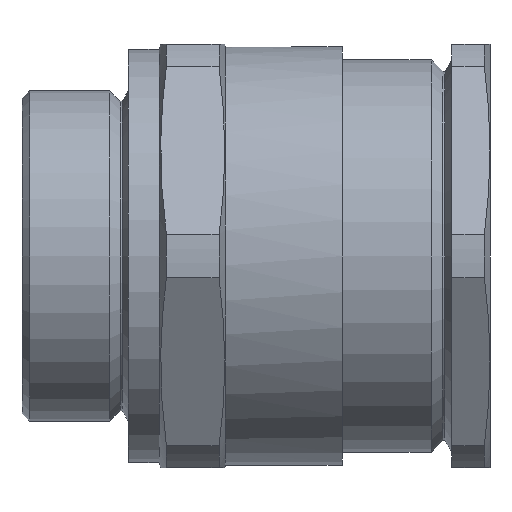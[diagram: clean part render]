
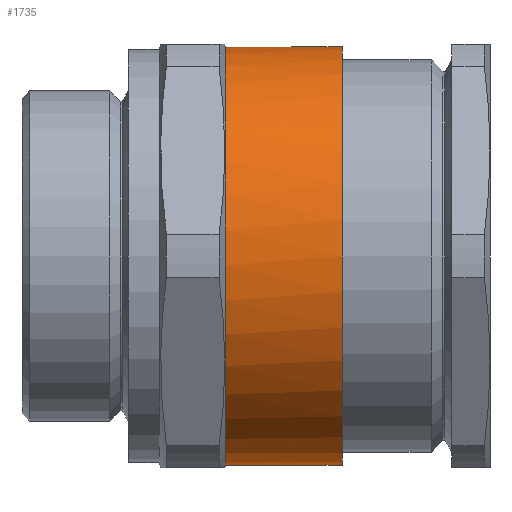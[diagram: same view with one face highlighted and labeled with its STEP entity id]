
A CAD part, front view. The second image highlights one B-rep face of the part: STEP entity #1735.
In plain terms, the highlighted cylindrical face has radius 20.27 mm (diameter 40.54 mm), a full revolution.
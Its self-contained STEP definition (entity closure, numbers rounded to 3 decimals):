
#161 = CARTESIAN_POINT ( 'NONE',  ( 31., 0., 0. ) ) ;
#301 = DIRECTION ( 'NONE',  ( 1., 0., 0. ) ) ;
#357 = DIRECTION ( 'NONE',  ( 0., 0., -1. ) ) ;
#371 = EDGE_CURVE ( 'NONE', #1389, #1389, #2884, .T. ) ;
#1108 = ORIENTED_EDGE ( 'NONE', *, *, #1367, .T. ) ;
#1350 = VERTEX_POINT ( 'NONE', #3886 ) ;
#1367 = EDGE_CURVE ( 'NONE', #1350, #1350, #2655, .T. ) ;
#1389 = VERTEX_POINT ( 'NONE', #3911 ) ;
#1651 = AXIS2_PLACEMENT_3D ( 'NONE', #161, #301, #357 ) ;
#1735 = ADVANCED_FACE ( 'NONE', ( #2488, #2469 ), #2458, .T. ) ;
#1775 = AXIS2_PLACEMENT_3D ( 'NONE', #2109, #2108, #2104 ) ;
#1967 = AXIS2_PLACEMENT_3D ( 'NONE', #3495, #3494, #3490 ) ;
#2104 = DIRECTION ( 'NONE',  ( 0., 0., -1. ) ) ;
#2108 = DIRECTION ( 'NONE',  ( 1., 0., 0. ) ) ;
#2109 = CARTESIAN_POINT ( 'NONE',  ( 19.7, 0., 0. ) ) ;
#2458 = CYLINDRICAL_SURFACE ( 'NONE', #1651, 20.27 ) ;
#2469 = FACE_OUTER_BOUND ( 'NONE', #4026, .T. ) ;
#2488 = FACE_OUTER_BOUND ( 'NONE', #3912, .T. ) ;
#2655 = CIRCLE ( 'NONE', #1775, 20.27 ) ;
#2884 = CIRCLE ( 'NONE', #1967, 20.27 ) ;
#3490 = DIRECTION ( 'NONE',  ( 0., 0., -1. ) ) ;
#3494 = DIRECTION ( 'NONE',  ( 1., 0., 0. ) ) ;
#3495 = CARTESIAN_POINT ( 'NONE',  ( 31., 0., 0. ) ) ;
#3886 = CARTESIAN_POINT ( 'NONE',  ( 19.7, 0., -20.27 ) ) ;
#3911 = CARTESIAN_POINT ( 'NONE',  ( 31., 0., -20.27 ) ) ;
#3912 = EDGE_LOOP ( 'NONE', ( #4045 ) ) ;
#4026 = EDGE_LOOP ( 'NONE', ( #1108 ) ) ;
#4045 = ORIENTED_EDGE ( 'NONE', *, *, #371, .F. ) ;
